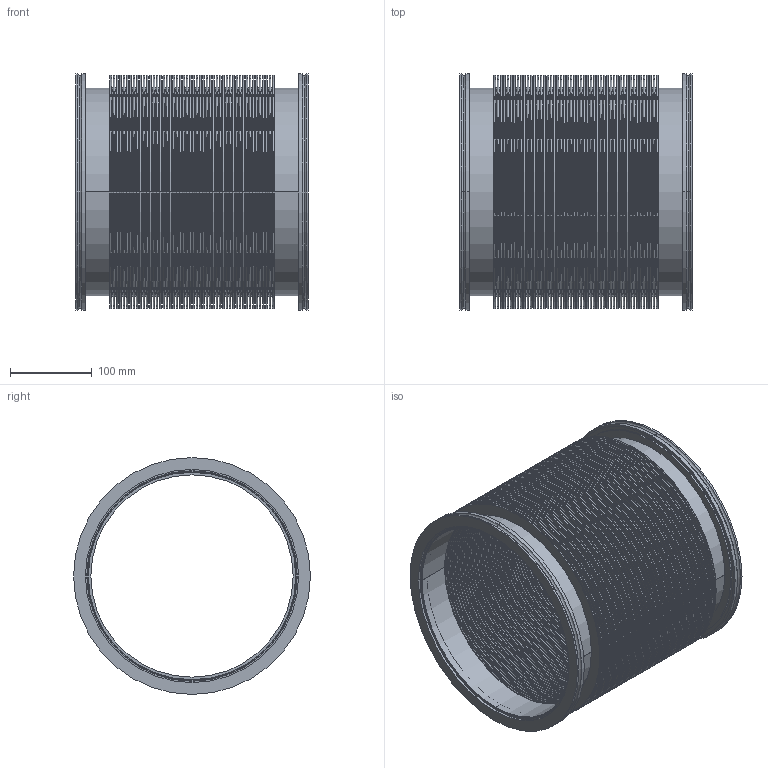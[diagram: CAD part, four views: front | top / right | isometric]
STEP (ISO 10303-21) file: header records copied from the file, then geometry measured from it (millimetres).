
FILE_DESCRIPTION (( 'STEP AP203' ), '1' );
FILE_NAME ('822004.STEP', '2024-03-05T06:57:31', ( '' ), ( '' ), 'SwSTEP 2.0', 'SolidWorks 2022', '' );
FILE_SCHEMA (( 'CONFIG_CONTROL_DESIGN' ));
Length unit declared in the file: inch
Products named in the file (4): 813004; 822004; 040611
Assembly tree (3 placements, depth 2):
  822004
    040611
    813004
    813004
Bounding box: 284.99 x 290.07 x 290.07 mm (x, y, z)
Volume: 766525.3 mm3; surface area: 3079631.8 mm2
Topology: 3 solids, 3 shells, 853 faces, 1706 edges, 1068 vertices
Faces by surface type: torus 600, plane 215, cylinder 36, cone 2
Entity records: 23438 total; most frequent: DIRECTION 5092, CARTESIAN_POINT 3633, ORIENTED_EDGE 3412, AXIS2_PLACEMENT_3D 2527, EDGE_CURVE 1706, CIRCLE 1668, EDGE_LOOP 1068, VERTEX_POINT 1068
